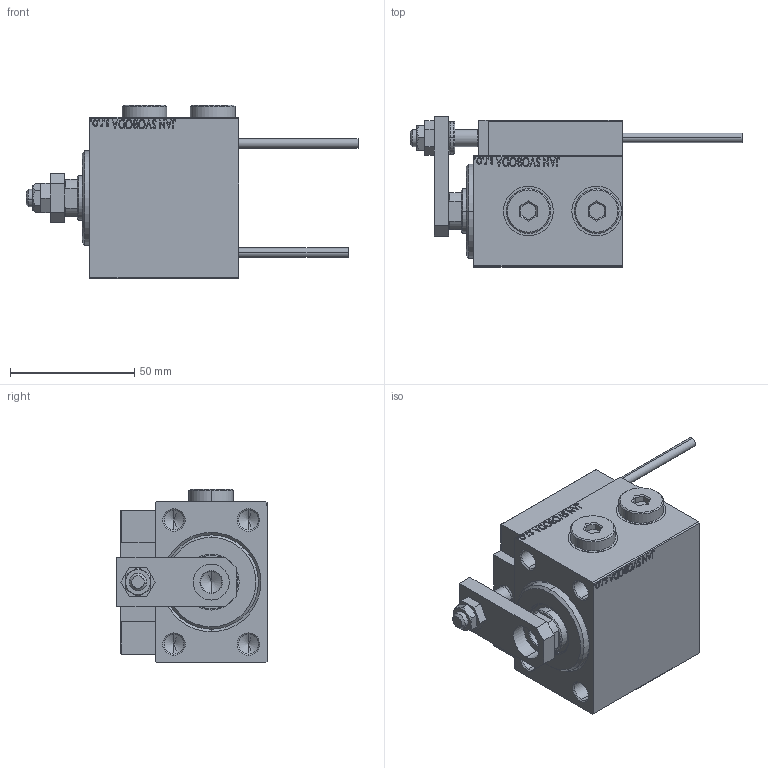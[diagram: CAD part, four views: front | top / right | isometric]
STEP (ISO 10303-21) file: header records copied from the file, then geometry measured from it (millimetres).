
FILE_DESCRIPTION (( 'STEP AP203' ), '1' );
FILE_NAME ('592d.STEP', '2024-02-13T06:43:28', ( '' ), ( '' ), 'SwSTEP 2.0', 'SolidWorks 2019', '' );
FILE_SCHEMA (( 'CONFIG_CONTROL_DESIGN' ));
Length unit declared in the file: millimetre
Products named in the file (17): Zatka_OIL_PORT 9a29611f20954a3c041869ba4ebc25d6; Block 9a29611f20954a3c041869ba4ebc25d6; ALLEN BOLT D8 9a29611f20954a3c041869ba4ebc25d6; SWITCH DIM B,W 9a29611f20954a3c041869ba4ebc25d6; MAGNET 9a29611f20954a3c041869ba4ebc25d6; ZARAZKA 9a29611f20954a3c041869ba4ebc25d6; V450CM_B_VCP 9a29611f20954a3c041869ba4ebc25d6; V450CM_B_Body 9a29611f20954a3c041869ba4ebc25d6; NUT_D10 9a29611f20954a3c041869ba4ebc25d6; SWITCH X 9a29611f20954a3c041869ba4ebc25d6; TYC_L79 9a29611f20954a3c041869ba4ebc25d6; 592d; V450CM_VC_B 9a29611f20954a3c041869ba4ebc25d6; KONCOVKA 9a29611f20954a3c041869ba4ebc25d6; NUT_D12 9a29611f20954a3c041869ba4ebc25d6; ALLEN BOLT D5 9a29611f20954a3c041869ba4ebc25d6; SWITCH_X_FRONT_BACK 9a29611f20954a3c041869ba4ebc25d6
Assembly tree (27 placements, depth 3):
  592d
    V450CM_B_Body 9a29611f20954a3c041869ba4ebc25d6
    V450CM_B_VCP 9a29611f20954a3c041869ba4ebc25d6
    SWITCH X 9a29611f20954a3c041869ba4ebc25d6
      SWITCH_X_FRONT_BACK 9a29611f20954a3c041869ba4ebc25d6  x2
      TYC_L79 9a29611f20954a3c041869ba4ebc25d6
      Block 9a29611f20954a3c041869ba4ebc25d6  x2
      ALLEN BOLT D5 9a29611f20954a3c041869ba4ebc25d6  x4
      ALLEN BOLT D8 9a29611f20954a3c041869ba4ebc25d6  x4
      MAGNET 9a29611f20954a3c041869ba4ebc25d6  x2
      KONCOVKA 9a29611f20954a3c041869ba4ebc25d6  x2
    NUT_D10 9a29611f20954a3c041869ba4ebc25d6
    NUT_D12 9a29611f20954a3c041869ba4ebc25d6
    SWITCH DIM B,W 9a29611f20954a3c041869ba4ebc25d6
    ZARAZKA 9a29611f20954a3c041869ba4ebc25d6
    V450CM_VC_B 9a29611f20954a3c041869ba4ebc25d6
    Zatka_OIL_PORT 9a29611f20954a3c041869ba4ebc25d6  x2
Bounding box: 133.7 x 60.5 x 69.9 mm (x, y, z)
Volume: 209847.3 mm3; surface area: 64222.9 mm2
Topology: 26 solids, 26 shells, 1372 faces, 3277 edges, 2074 vertices
Faces by surface type: plane 597, bspline 380, cylinder 198, cone 149, torus 44, sphere 4
Entity records: 52511 total; most frequent: CARTESIAN_POINT 26486, ORIENTED_EDGE 5462, DIRECTION 3780, EDGE_CURVE 2731, VERTEX_POINT 1774, LINE 1576, VECTOR 1576, EDGE_LOOP 1265
